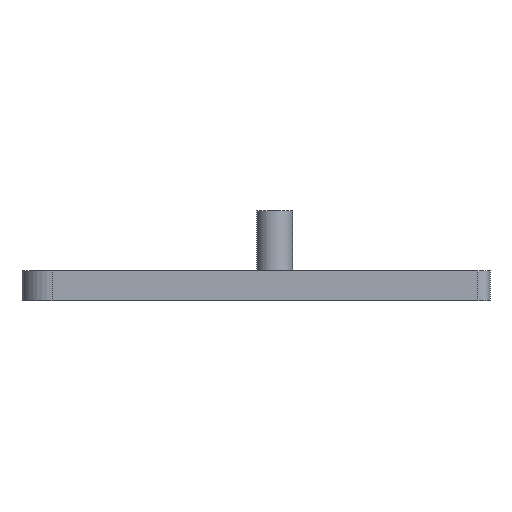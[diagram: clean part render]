
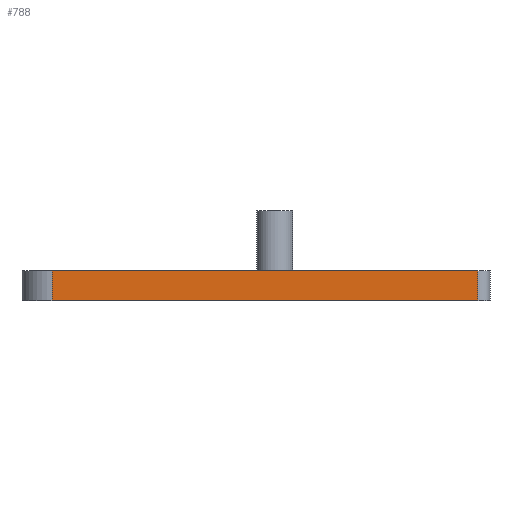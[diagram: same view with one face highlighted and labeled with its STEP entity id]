
A CAD part, front view. The second image highlights one B-rep face of the part: STEP entity #788.
In plain terms, the highlighted planar face has unit normal (0, -1, 0).
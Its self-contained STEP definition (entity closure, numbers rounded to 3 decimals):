
#19 = CARTESIAN_POINT ( 'NONE',  ( -2., -44.5, 5. ) ) ;
#34 = VERTEX_POINT ( 'NONE', #843 ) ;
#51 = DIRECTION ( 'NONE',  ( 0., 0., 1. ) ) ;
#76 = EDGE_CURVE ( 'NONE', #392, #1182, #1119, .T. ) ;
#95 = EDGE_CURVE ( 'NONE', #211, #392, #175, .T. ) ;
#99 = AXIS2_PLACEMENT_3D ( 'NONE', #273, #280, #51 ) ;
#175 = LINE ( 'NONE', #479, #1080 ) ;
#182 = ORIENTED_EDGE ( 'NONE', *, *, #923, .F. ) ;
#203 = ORIENTED_EDGE ( 'NONE', *, *, #76, .T. ) ;
#211 = VERTEX_POINT ( 'NONE', #19 ) ;
#273 = CARTESIAN_POINT ( 'NONE',  ( -2., -44.5, 5. ) ) ;
#280 = DIRECTION ( 'NONE',  ( 0., 1., 0. ) ) ;
#313 = CARTESIAN_POINT ( 'NONE',  ( -2., -44.5, 0. ) ) ;
#352 = CARTESIAN_POINT ( 'NONE',  ( -2., -44.5, 0. ) ) ;
#392 = VERTEX_POINT ( 'NONE', #313 ) ;
#424 = EDGE_CURVE ( 'NONE', #211, #34, #510, .T. ) ;
#434 = ORIENTED_EDGE ( 'NONE', *, *, #424, .F. ) ;
#479 = CARTESIAN_POINT ( 'NONE',  ( -2., -44.5, 5. ) ) ;
#510 = LINE ( 'NONE', #619, #713 ) ;
#550 = PLANE ( 'NONE',  #99 ) ;
#587 = DIRECTION ( 'NONE',  ( 0., 0., -1. ) ) ;
#619 = CARTESIAN_POINT ( 'NONE',  ( -2., -44.5, 5. ) ) ;
#713 = VECTOR ( 'NONE', #1132, 1000. ) ;
#729 = CARTESIAN_POINT ( 'NONE',  ( 69., -44.5, 0. ) ) ;
#768 = DIRECTION ( 'NONE',  ( 1., 0., 0. ) ) ;
#788 = ADVANCED_FACE ( 'NONE', ( #1098 ), #550, .F. ) ;
#801 = DIRECTION ( 'NONE',  ( 0., 0., -1. ) ) ;
#841 = VECTOR ( 'NONE', #801, 1000. ) ;
#843 = CARTESIAN_POINT ( 'NONE',  ( 69., -44.5, 5. ) ) ;
#919 = LINE ( 'NONE', #1346, #841 ) ;
#923 = EDGE_CURVE ( 'NONE', #34, #1182, #919, .T. ) ;
#1080 = VECTOR ( 'NONE', #587, 1000. ) ;
#1090 = EDGE_LOOP ( 'NONE', ( #203, #182, #434, #1206 ) ) ;
#1098 = FACE_OUTER_BOUND ( 'NONE', #1090, .T. ) ;
#1119 = LINE ( 'NONE', #352, #1147 ) ;
#1132 = DIRECTION ( 'NONE',  ( 1., 0., 0. ) ) ;
#1147 = VECTOR ( 'NONE', #768, 1000. ) ;
#1182 = VERTEX_POINT ( 'NONE', #729 ) ;
#1206 = ORIENTED_EDGE ( 'NONE', *, *, #95, .T. ) ;
#1346 = CARTESIAN_POINT ( 'NONE',  ( 69., -44.5, 5. ) ) ;
